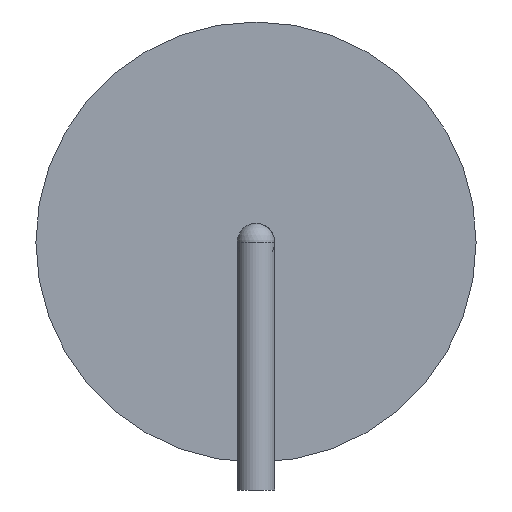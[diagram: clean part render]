
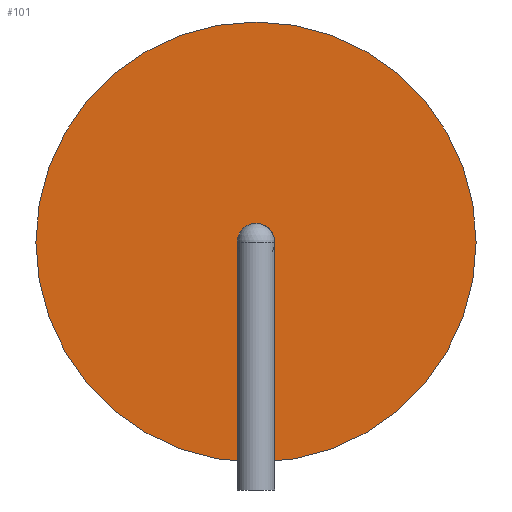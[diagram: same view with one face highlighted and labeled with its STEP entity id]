
A CAD part, left-side view. The second image highlights one B-rep face of the part: STEP entity #101.
In plain terms, the highlighted planar face has unit normal (-1, 0, 0).
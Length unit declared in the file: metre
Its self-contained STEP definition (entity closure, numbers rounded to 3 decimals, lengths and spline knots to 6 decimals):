
#101 = ADVANCED_FACE( '', ( #216 ), #217, .F. );
#113 = EDGE_CURVE( '', #237, #237, #238, .T. );
#216 = FACE_OUTER_BOUND( '', #363, .T. );
#217 = PLANE( '', #364 );
#237 = VERTEX_POINT( '', #387 );
#238 = CIRCLE( '', #388, 0.00476 );
#363 = EDGE_LOOP( '', ( #487 ) );
#364 = AXIS2_PLACEMENT_3D( '', #488, #489, #490 );
#387 = CARTESIAN_POINT( '', ( -0.02381, 0., 0.00952 ) );
#388 = AXIS2_PLACEMENT_3D( '', #515, #516, #517 );
#487 = ORIENTED_EDGE( '', *, *, #113, .F. );
#488 = CARTESIAN_POINT( '', ( -0.02381, 0., 0.00476 ) );
#489 = DIRECTION( '', ( 1., 0., 0. ) );
#490 = DIRECTION( '', ( 0., 1., 0. ) );
#515 = CARTESIAN_POINT( '', ( -0.02381, 0., 0.00476 ) );
#516 = DIRECTION( '', ( 1., 0., 0. ) );
#517 = DIRECTION( '', ( 0., 0., 1. ) );
